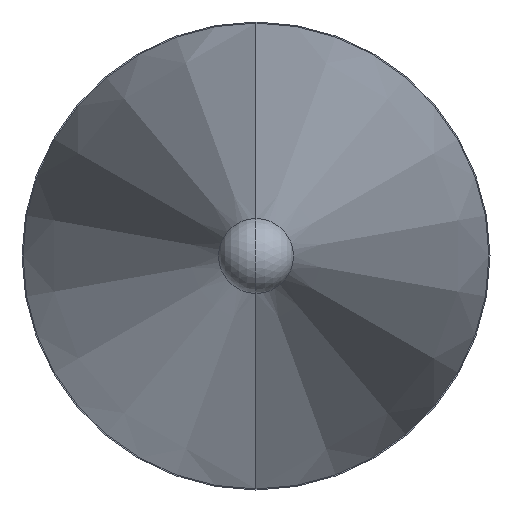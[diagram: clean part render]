
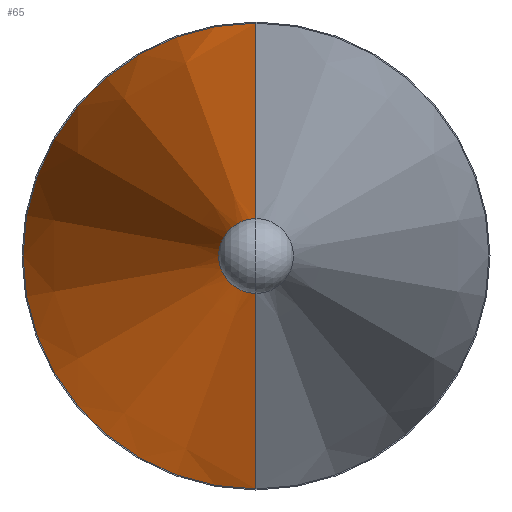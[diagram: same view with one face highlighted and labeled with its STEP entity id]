
A CAD part, left-side view. The second image highlights one B-rep face of the part: STEP entity #65.
In plain terms, the highlighted conical face has half-angle 9.462 degrees and reference radius 75.861 mm.
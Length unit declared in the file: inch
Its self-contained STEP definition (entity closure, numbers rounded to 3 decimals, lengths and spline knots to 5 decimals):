
#5 = DIRECTION ( 'NONE',  ( -1., 0., 0. ) ) ;
#7 = EDGE_CURVE ( 'NONE', #234, #122, #106, .T. ) ;
#17 = DIRECTION ( 'NONE',  ( -1., 0., 0. ) ) ;
#19 = VERTEX_POINT ( 'NONE', #34 ) ;
#20 = ORIENTED_EDGE ( 'NONE', *, *, #206, .F. ) ;
#34 = CARTESIAN_POINT ( 'NONE',  ( 18.00222, 0., -2.98667 ) ) ;
#35 = AXIS2_PLACEMENT_3D ( 'NONE', #131, #5, #155 ) ;
#45 = CARTESIAN_POINT ( 'NONE',  ( 18.00222, 0., 2.98667 ) ) ;
#48 = CONICAL_SURFACE ( 'NONE', #187, 2.98667, 0.165 ) ;
#65 = ADVANCED_FACE ( 'NONE', ( #143 ), #48, .T. ) ;
#79 = DIRECTION ( 'NONE',  ( 0., 0., 1. ) ) ;
#82 = CARTESIAN_POINT ( 'NONE',  ( 18.00222, 0., 2.98667 ) ) ;
#83 = ORIENTED_EDGE ( 'NONE', *, *, #271, .T. ) ;
#84 = ORIENTED_EDGE ( 'NONE', *, *, #7, .F. ) ;
#90 = CARTESIAN_POINT ( 'NONE',  ( 2.9614, 0., 0.47987 ) ) ;
#106 = CIRCLE ( 'NONE', #268, 0.47987 ) ;
#115 = CARTESIAN_POINT ( 'NONE',  ( 2.9614, 0., -0.47987 ) ) ;
#118 = DIRECTION ( 'NONE',  ( 0., 0., -1. ) ) ;
#119 = LINE ( 'NONE', #82, #135 ) ;
#122 = VERTEX_POINT ( 'NONE', #115 ) ;
#126 = ORIENTED_EDGE ( 'NONE', *, *, #237, .T. ) ;
#131 = CARTESIAN_POINT ( 'NONE',  ( 18.00222, 0., 0. ) ) ;
#135 = VECTOR ( 'NONE', #208, 39.37008 ) ;
#143 = FACE_OUTER_BOUND ( 'NONE', #213, .T. ) ;
#153 = DIRECTION ( 'NONE',  ( 0.986, 0., -0.164 ) ) ;
#155 = DIRECTION ( 'NONE',  ( 0., 0., 1. ) ) ;
#175 = CARTESIAN_POINT ( 'NONE',  ( 18.00222, 0., -2.98667 ) ) ;
#187 = AXIS2_PLACEMENT_3D ( 'NONE', #279, #229, #118 ) ;
#198 = LINE ( 'NONE', #175, #226 ) ;
#200 = CIRCLE ( 'NONE', #35, 2.98667 ) ;
#206 = EDGE_CURVE ( 'NONE', #122, #19, #198, .T. ) ;
#208 = DIRECTION ( 'NONE',  ( 0.986, 0., 0.164 ) ) ;
#213 = EDGE_LOOP ( 'NONE', ( #84, #83, #126, #20 ) ) ;
#226 = VECTOR ( 'NONE', #153, 39.37008 ) ;
#229 = DIRECTION ( 'NONE',  ( 1., 0., 0. ) ) ;
#234 = VERTEX_POINT ( 'NONE', #90 ) ;
#236 = VERTEX_POINT ( 'NONE', #45 ) ;
#237 = EDGE_CURVE ( 'NONE', #236, #19, #200, .T. ) ;
#252 = CARTESIAN_POINT ( 'NONE',  ( 2.9614, 0., 0. ) ) ;
#268 = AXIS2_PLACEMENT_3D ( 'NONE', #252, #17, #79 ) ;
#271 = EDGE_CURVE ( 'NONE', #234, #236, #119, .T. ) ;
#279 = CARTESIAN_POINT ( 'NONE',  ( 18.00222, 0., 0. ) ) ;
